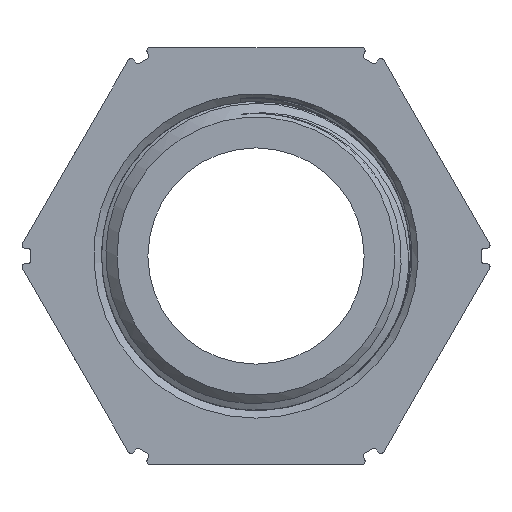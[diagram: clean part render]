
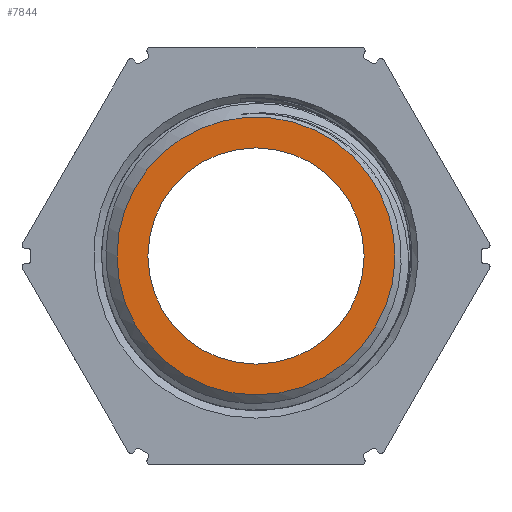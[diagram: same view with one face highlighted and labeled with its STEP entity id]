
A CAD part, left-side view. The second image highlights one B-rep face of the part: STEP entity #7844.
In plain terms, the highlighted planar face has unit normal (-1, 0, 0).
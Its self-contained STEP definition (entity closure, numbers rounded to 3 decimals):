
#266=FACE_BOUND('',#904,.T.);
#318=CIRCLE('',#8367,9.);
#320=CIRCLE('',#8371,7.);
#477=FACE_OUTER_BOUND('',#903,.T.);
#903=EDGE_LOOP('',(#5364));
#904=EDGE_LOOP('',(#5365));
#3195=VERTEX_POINT('',#15171);
#3197=VERTEX_POINT('',#15177);
#4047=EDGE_CURVE('',#3195,#3195,#318,.T.);
#4049=EDGE_CURVE('',#3197,#3197,#320,.T.);
#5364=ORIENTED_EDGE('',*,*,#4047,.F.);
#5365=ORIENTED_EDGE('',*,*,#4049,.T.);
#7474=PLANE('',#8370);
#7844=ADVANCED_FACE('',(#477,#266),#7474,.T.);
#8367=AXIS2_PLACEMENT_3D('',#15172,#9161,#9162);
#8370=AXIS2_PLACEMENT_3D('',#15176,#9167,#9168);
#8371=AXIS2_PLACEMENT_3D('',#15178,#9169,#9170);
#9161=DIRECTION('center_axis',(1.,0.,0.));
#9162=DIRECTION('ref_axis',(0.,-1.,0.));
#9167=DIRECTION('center_axis',(-1.,0.,0.));
#9168=DIRECTION('ref_axis',(0.,0.,1.));
#9169=DIRECTION('center_axis',(1.,0.,0.));
#9170=DIRECTION('ref_axis',(0.,0.,1.));
#15171=CARTESIAN_POINT('',(-12.5,9.,0.));
#15172=CARTESIAN_POINT('Origin',(-12.5,0.,0.));
#15176=CARTESIAN_POINT('Origin',(-12.5,10.,0.));
#15177=CARTESIAN_POINT('',(-12.5,0.,7.));
#15178=CARTESIAN_POINT('Origin',(-12.5,0.,0.));
